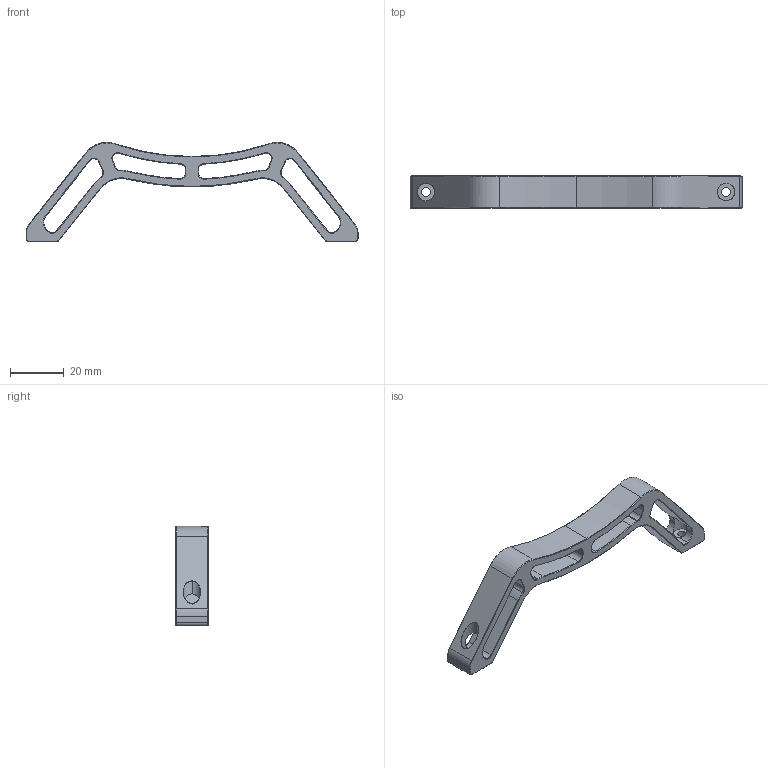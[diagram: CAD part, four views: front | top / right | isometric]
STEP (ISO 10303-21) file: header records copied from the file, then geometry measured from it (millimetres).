
FILE_DESCRIPTION (( 'STEP AP203' ), '1' );
FILE_NAME ('枑忒.STEP', '2024-01-19T05:13:24', ( 'Leo' ), ( '' ), 'SwSTEP 2.0', 'SolidWorks 2022', '' );
FILE_SCHEMA (( 'CONFIG_CONTROL_DESIGN' ));
Length unit declared in the file: millimetre
Products named in the file (1): 提手
Bounding box: 124 x 12 x 37.04 mm (x, y, z)
Volume: 12155.9 mm3; surface area: 9090.9 mm2
Topology: 1 solids, 1 shells, 206 faces, 498 edges, 292 vertices
Faces by surface type: cone 90, plane 58, cylinder 54, bspline 4
Entity records: 7887 total; most frequent: CARTESIAN_POINT 2917, DIRECTION 1080, ORIENTED_EDGE 996, EDGE_CURVE 498, AXIS2_PLACEMENT_3D 403, VERTEX_POINT 292, LINE 274, VECTOR 274
